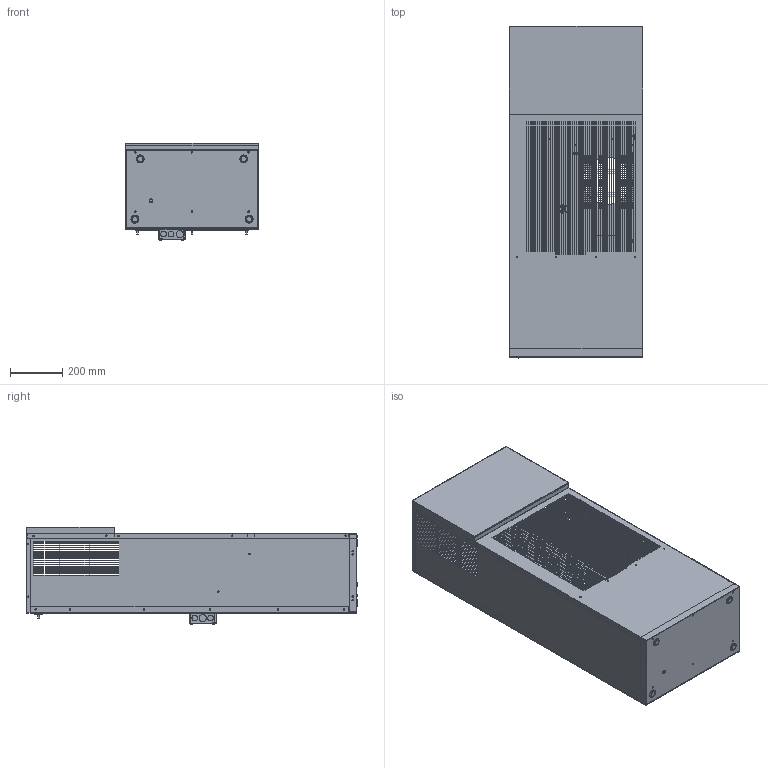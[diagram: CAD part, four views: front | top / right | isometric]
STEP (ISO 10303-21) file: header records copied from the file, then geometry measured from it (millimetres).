
FILE_DESCRIPTION((''),'2;1');
FILE_NAME('STEP-K3NA6C14DP50L.stp', '2016-01-29T09:11:14',('User'),('SDRC'),'I-DEAS Master Series','UNIX','Yes');
FILE_SCHEMA(('CONFIG_CONTROL_DESIGN', 'GEOMETRIC_VALIDATION_PROPERTIES_MIM','SHAPE_APPEARANCE_LAYER_MIM'));
Length unit declared in the file: inch
Bounding box: 511.61 x 1275.55 x 374.62 mm (x, y, z)
Volume: 2934119.9 mm3; surface area: 4903447.2 mm2
Topology: 77 solids, 77 shells, 7194 faces, 20520 edges, 13594 vertices
Faces by surface type: bspline 7194
Entity records: 235534 total; most frequent: CARTESIAN_POINT 92687, ORIENTED_EDGE 41040, EDGE_CURVE 20520, OVER_RIDING_STYLED_ITEM 14075, VERTEX_POINT 13594, QUASI_UNIFORM_CURVE 11779, EDGE_LOOP 10150, B_SPLINE_CURVE_WITH_KNOTS 7353
